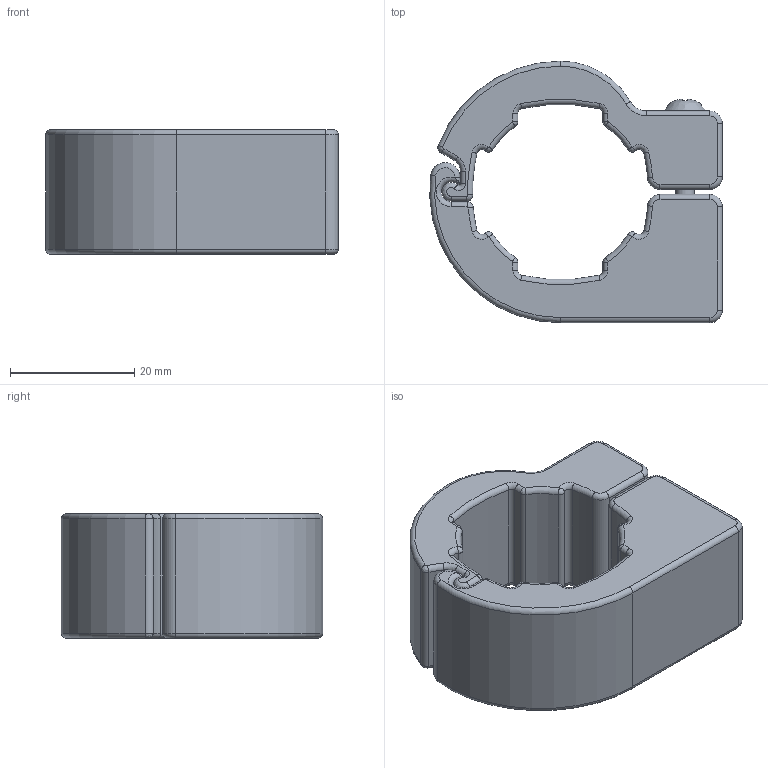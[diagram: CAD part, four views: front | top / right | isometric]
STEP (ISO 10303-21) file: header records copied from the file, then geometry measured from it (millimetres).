
FILE_DESCRIPTION(/* description */ (''),/* implementation_level */ '2;1');
FILE_NAME(/* name */ 'GF_PLT_CON.step',/* time_stamp */ '2020-05-03T15:18:33+09:00',/* author */ (''),/* organization */ (''),/* preprocessor_version */ 'ST-DEVELOPER v18.1',/* originating_system */ 'Autodesk Translation Framework v9.2.0.1227',/* authorisation */ '');
FILE_SCHEMA (('AUTOMOTIVE_DESIGN { 1 0 10303 214 3 1 1 }'));
Length unit declared in the file: millimetre
Products named in the file (5): コネクタ; M3x25; M3_FNUT; GF_PLT_CON_L; GF_PLT_CON_U
Assembly tree (4 placements, depth 2):
  コネクタ
    M3x25
    M3_FNUT
    GF_PLT_CON_L
    GF_PLT_CON_U
Bounding box: 46.98 x 42 x 20 mm (x, y, z)
Volume: 20175.7 mm3; surface area: 8761.7 mm2
Topology: 4 solids, 4 shells, 239 faces, 553 edges, 323 vertices
Faces by surface type: cylinder 80, torus 67, plane 55, bspline 19, cone 10, sphere 8
Full cylindrical faces by diameter (mm): 2.459 x1, 3 x1, 3.8 x3
Entity records: 7223 total; most frequent: CARTESIAN_POINT 1578, DIRECTION 1298, ORIENTED_EDGE 1102, AXIS2_PLACEMENT_3D 555, EDGE_CURVE 551, CIRCLE 326, VERTEX_POINT 323, EDGE_LOOP 248
